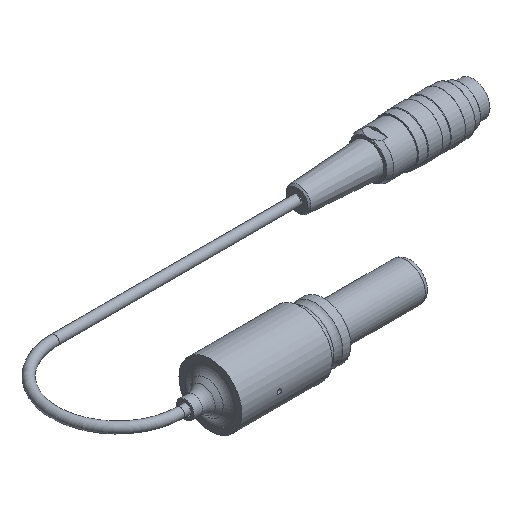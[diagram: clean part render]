
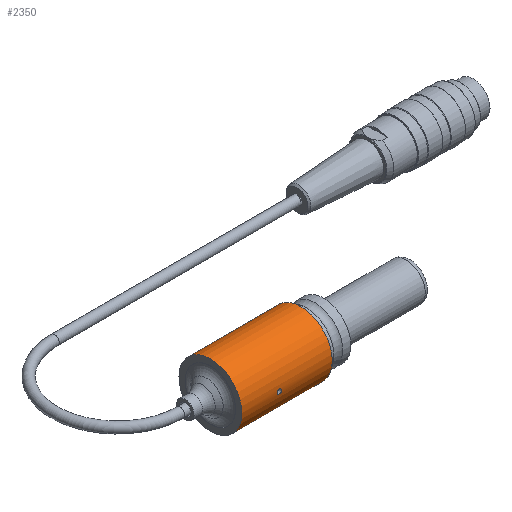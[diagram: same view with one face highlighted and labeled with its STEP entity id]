
A CAD part, isometric view. The second image highlights one B-rep face of the part: STEP entity #2350.
In plain terms, the highlighted cylindrical face has radius 12.5 mm (diameter 25 mm), a full revolution.
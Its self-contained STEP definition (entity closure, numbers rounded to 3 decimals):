
#414=CIRCLE('',#2529,12.5);
#423=CIRCLE('',#2547,12.5);
#563=FACE_BOUND('',#832,.T.);
#564=FACE_BOUND('',#833,.T.);
#565=FACE_BOUND('',#834,.T.);
#656=FACE_OUTER_BOUND('',#831,.T.);
#831=EDGE_LOOP('',(#1589));
#832=EDGE_LOOP('',(#1590));
#833=EDGE_LOOP('',(#1591));
#834=EDGE_LOOP('',(#1592));
#1054=B_SPLINE_CURVE_WITH_KNOTS('',3,(#3515,#3516,#3517,#3518,#3519,#3520,
#3521,#3522,#3523,#3524,#3525,#3526,#3527,#3528,#3529,#3530,#3531,#3532,
#3533,#3534,#3535,#3536,#3537,#3538,#3539,#3540,#3541,#3542,#3543,#3544,
#3545,#3546,#3547,#3548),.UNSPECIFIED.,.T.,.F.,(4,2,2,2,2,2,2,2,2,2,2,2,
2,2,2,2,4),(0.,0.032,0.064,0.096,
0.128,0.16,0.192,0.224,
0.256,0.288,0.32,0.352,
0.384,0.416,0.448,0.48,
0.512),.UNSPECIFIED.);
#1057=B_SPLINE_CURVE_WITH_KNOTS('',3,(#3621,#3622,#3623,#3624,#3625,#3626,
#3627,#3628,#3629,#3630,#3631,#3632,#3633,#3634,#3635,#3636,#3637,#3638,
#3639,#3640,#3641,#3642,#3643,#3644,#3645,#3646,#3647,#3648,#3649,#3650,
#3651,#3652,#3653,#3654),.UNSPECIFIED.,.T.,.F.,(4,2,2,2,2,2,2,2,2,2,2,2,
2,2,2,2,4),(0.,0.032,0.064,0.096,
0.128,0.16,0.192,0.224,
0.256,0.288,0.32,0.352,
0.384,0.416,0.448,0.48,
0.512),.UNSPECIFIED.);
#1062=VERTEX_POINT('',#3514);
#1065=VERTEX_POINT('',#3620);
#1069=VERTEX_POINT('',#3665);
#1078=VERTEX_POINT('',#3692);
#1276=EDGE_CURVE('',#1062,#1062,#1054,.T.);
#1279=EDGE_CURVE('',#1065,#1065,#1057,.T.);
#1283=EDGE_CURVE('',#1069,#1069,#414,.T.);
#1292=EDGE_CURVE('',#1078,#1078,#423,.T.);
#1589=ORIENTED_EDGE('',*,*,#1292,.T.);
#1590=ORIENTED_EDGE('',*,*,#1279,.T.);
#1591=ORIENTED_EDGE('',*,*,#1276,.T.);
#1592=ORIENTED_EDGE('',*,*,#1283,.F.);
#2132=CYLINDRICAL_SURFACE('',#2548,12.5);
#2350=ADVANCED_FACE('',(#656,#563,#564,#565),#2132,.T.);
#2529=AXIS2_PLACEMENT_3D('',#3666,#2824,#2825);
#2547=AXIS2_PLACEMENT_3D('',#3693,#2860,#2861);
#2548=AXIS2_PLACEMENT_3D('',#3694,#2862,#2863);
#2824=DIRECTION('center_axis',(-1.,0.,0.));
#2825=DIRECTION('ref_axis',(0.,0.,
1.));
#2860=DIRECTION('center_axis',(-1.,0.,0.));
#2861=DIRECTION('ref_axis',(0.,0.,
1.));
#2862=DIRECTION('center_axis',(-1.,0.,0.));
#2863=DIRECTION('ref_axis',(0.,1.,0.));
#3514=CARTESIAN_POINT('',(-17.807,-17.646,-0.85));
#3515=CARTESIAN_POINT('Ctrl Pts',(-17.807,-17.646,-0.85));
#3516=CARTESIAN_POINT('Ctrl Pts',(-17.914,-17.646,-0.85));
#3517=CARTESIAN_POINT('Ctrl Pts',(-18.028,-17.647,-0.829));
#3518=CARTESIAN_POINT('Ctrl Pts',(-18.237,-17.653,-0.742));
#3519=CARTESIAN_POINT('Ctrl Pts',(-18.333,-17.656,-0.676));
#3520=CARTESIAN_POINT('Ctrl Pts',(-18.484,-17.664,-0.526));
#3521=CARTESIAN_POINT('Ctrl Pts',(-18.549,-17.668,-0.43));
#3522=CARTESIAN_POINT('Ctrl Pts',(-18.636,-17.673,-0.221));
#3523=CARTESIAN_POINT('Ctrl Pts',(-18.657,-17.675,-0.107));
#3524=CARTESIAN_POINT('Ctrl Pts',(-18.657,-17.675,0.107));
#3525=CARTESIAN_POINT('Ctrl Pts',(-18.636,-17.673,0.221));
#3526=CARTESIAN_POINT('Ctrl Pts',(-18.549,-17.668,0.43));
#3527=CARTESIAN_POINT('Ctrl Pts',(-18.484,-17.664,0.526));
#3528=CARTESIAN_POINT('Ctrl Pts',(-18.333,-17.656,0.676));
#3529=CARTESIAN_POINT('Ctrl Pts',(-18.237,-17.653,0.742));
#3530=CARTESIAN_POINT('Ctrl Pts',(-18.028,-17.647,0.829));
#3531=CARTESIAN_POINT('Ctrl Pts',(-17.914,-17.646,0.85));
#3532=CARTESIAN_POINT('Ctrl Pts',(-17.701,-17.646,0.85));
#3533=CARTESIAN_POINT('Ctrl Pts',(-17.587,-17.647,0.829));
#3534=CARTESIAN_POINT('Ctrl Pts',(-17.377,-17.653,0.742));
#3535=CARTESIAN_POINT('Ctrl Pts',(-17.282,-17.656,0.676));
#3536=CARTESIAN_POINT('Ctrl Pts',(-17.131,-17.664,0.526));
#3537=CARTESIAN_POINT('Ctrl Pts',(-17.065,-17.668,0.43));
#3538=CARTESIAN_POINT('Ctrl Pts',(-16.979,-17.673,0.221));
#3539=CARTESIAN_POINT('Ctrl Pts',(-16.957,-17.675,0.107));
#3540=CARTESIAN_POINT('Ctrl Pts',(-16.957,-17.675,-0.107));
#3541=CARTESIAN_POINT('Ctrl Pts',(-16.979,-17.673,-0.221));
#3542=CARTESIAN_POINT('Ctrl Pts',(-17.065,-17.668,-0.43));
#3543=CARTESIAN_POINT('Ctrl Pts',(-17.131,-17.664,-0.526));
#3544=CARTESIAN_POINT('Ctrl Pts',(-17.282,-17.656,-0.676));
#3545=CARTESIAN_POINT('Ctrl Pts',(-17.377,-17.653,-0.742));
#3546=CARTESIAN_POINT('Ctrl Pts',(-17.587,-17.647,-0.829));
#3547=CARTESIAN_POINT('Ctrl Pts',(-17.701,-17.646,-0.85));
#3548=CARTESIAN_POINT('Ctrl Pts',(-17.807,-17.646,-0.85));
#3620=CARTESIAN_POINT('',(-17.807,7.297,-0.85));
#3621=CARTESIAN_POINT('Ctrl Pts',(-17.807,7.297,-0.85));
#3622=CARTESIAN_POINT('Ctrl Pts',(-17.701,7.297,-0.85));
#3623=CARTESIAN_POINT('Ctrl Pts',(-17.587,7.298,-0.829));
#3624=CARTESIAN_POINT('Ctrl Pts',(-17.377,7.304,-0.742));
#3625=CARTESIAN_POINT('Ctrl Pts',(-17.282,7.307,-0.676));
#3626=CARTESIAN_POINT('Ctrl Pts',(-17.131,7.315,-0.526));
#3627=CARTESIAN_POINT('Ctrl Pts',(-17.065,7.319,-0.43));
#3628=CARTESIAN_POINT('Ctrl Pts',(-16.979,7.324,-0.221));
#3629=CARTESIAN_POINT('Ctrl Pts',(-16.957,7.325,-0.107));
#3630=CARTESIAN_POINT('Ctrl Pts',(-16.957,7.325,0.107));
#3631=CARTESIAN_POINT('Ctrl Pts',(-16.979,7.324,0.221));
#3632=CARTESIAN_POINT('Ctrl Pts',(-17.065,7.319,0.43));
#3633=CARTESIAN_POINT('Ctrl Pts',(-17.131,7.315,0.526));
#3634=CARTESIAN_POINT('Ctrl Pts',(-17.282,7.307,0.676));
#3635=CARTESIAN_POINT('Ctrl Pts',(-17.377,7.304,0.742));
#3636=CARTESIAN_POINT('Ctrl Pts',(-17.587,7.298,0.829));
#3637=CARTESIAN_POINT('Ctrl Pts',(-17.701,7.297,0.85));
#3638=CARTESIAN_POINT('Ctrl Pts',(-17.914,7.297,0.85));
#3639=CARTESIAN_POINT('Ctrl Pts',(-18.028,7.298,0.829));
#3640=CARTESIAN_POINT('Ctrl Pts',(-18.237,7.304,0.742));
#3641=CARTESIAN_POINT('Ctrl Pts',(-18.333,7.307,0.676));
#3642=CARTESIAN_POINT('Ctrl Pts',(-18.484,7.315,0.526));
#3643=CARTESIAN_POINT('Ctrl Pts',(-18.549,7.319,0.43));
#3644=CARTESIAN_POINT('Ctrl Pts',(-18.636,7.324,0.221));
#3645=CARTESIAN_POINT('Ctrl Pts',(-18.657,7.325,0.107));
#3646=CARTESIAN_POINT('Ctrl Pts',(-18.657,7.325,-0.107));
#3647=CARTESIAN_POINT('Ctrl Pts',(-18.636,7.324,-0.221));
#3648=CARTESIAN_POINT('Ctrl Pts',(-18.549,7.319,-0.43));
#3649=CARTESIAN_POINT('Ctrl Pts',(-18.484,7.315,-0.526));
#3650=CARTESIAN_POINT('Ctrl Pts',(-18.333,7.307,-0.676));
#3651=CARTESIAN_POINT('Ctrl Pts',(-18.237,7.304,-0.742));
#3652=CARTESIAN_POINT('Ctrl Pts',(-18.028,7.298,-0.829));
#3653=CARTESIAN_POINT('Ctrl Pts',(-17.914,7.297,-0.85));
#3654=CARTESIAN_POINT('Ctrl Pts',(-17.807,7.297,-0.85));
#3665=CARTESIAN_POINT('',(-32.807,7.325,0.));
#3666=CARTESIAN_POINT('Origin',(-32.807,-5.175,0.));
#3692=CARTESIAN_POINT('',(3.193,7.325,0.));
#3693=CARTESIAN_POINT('Origin',(3.193,-5.175,0.));
#3694=CARTESIAN_POINT('Origin',(-14.807,-5.175,0.));
